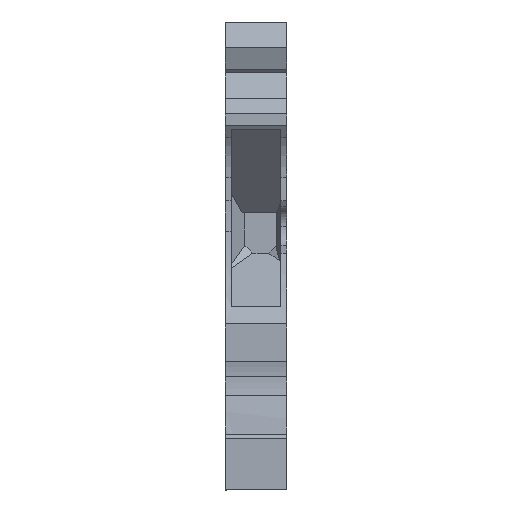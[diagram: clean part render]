
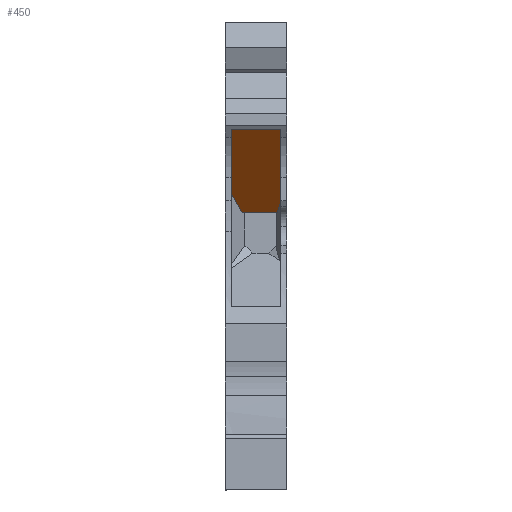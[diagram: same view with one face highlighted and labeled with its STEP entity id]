
A CAD part, front view. The second image highlights one B-rep face of the part: STEP entity #450.
In plain terms, the highlighted planar face has unit normal (0, -0.715, -0.699).
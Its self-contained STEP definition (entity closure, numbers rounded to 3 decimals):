
#450=ADVANCED_FACE('',(#914),#915,.F.);
#914=FACE_OUTER_BOUND('',#1388,.T.);
#915=PLANE('',#1389);
#1388=EDGE_LOOP('',(#2794,#2795,#2796,#2797,#2798,#2799,#2800));
#1389=AXIS2_PLACEMENT_3D('',#2801,#2802,#2803);
#2794=ORIENTED_EDGE('',*,*,#3539,.T.);
#2795=ORIENTED_EDGE('',*,*,#3504,.F.);
#2796=ORIENTED_EDGE('',*,*,#3513,.F.);
#2797=ORIENTED_EDGE('',*,*,#3516,.F.);
#2798=ORIENTED_EDGE('',*,*,#3537,.F.);
#2799=ORIENTED_EDGE('',*,*,#3540,.T.);
#2800=ORIENTED_EDGE('',*,*,#3541,.F.);
#2801=CARTESIAN_POINT('',(6.765,10.275,28.095));
#2802=DIRECTION('',(0.,0.715,0.699));
#2803=DIRECTION('',(-1.0,0.,0.));
#3504=EDGE_CURVE('',#4385,#4387,#4388,.T.);
#3513=EDGE_CURVE('',#4397,#4385,#4399,.T.);
#3516=EDGE_CURVE('',#4401,#4397,#4404,.T.);
#3537=EDGE_CURVE('',#4433,#4401,#4435,.T.);
#3539=EDGE_CURVE('',#4437,#4387,#4438,.T.);
#3540=EDGE_CURVE('',#4433,#4439,#4440,.T.);
#3541=EDGE_CURVE('',#4437,#4439,#4441,.T.);
#4385=VERTEX_POINT('',#5613);
#4387=VERTEX_POINT('',#5616);
#4388=LINE('',#5617,#5618);
#4397=VERTEX_POINT('',#5631);
#4399=LINE('',#5634,#5635);
#4401=VERTEX_POINT('',#5637);
#4404=LINE('',#5641,#5642);
#4433=VERTEX_POINT('',#5684);
#4435=LINE('',#5687,#5688);
#4437=VERTEX_POINT('',#5690);
#4438=LINE('',#5691,#5692);
#4439=VERTEX_POINT('',#5693);
#4440=LINE('',#5694,#5695);
#4441=LINE('',#5696,#5697);
#5613=CARTESIAN_POINT('',(5.55,2.428,36.125));
#5616=CARTESIAN_POINT('',(5.55,9.596,28.789));
#5617=CARTESIAN_POINT('',(5.55,22.971,15.103));
#5618=VECTOR('',#6330,1.0);
#5631=CARTESIAN_POINT('',(0.6,2.428,36.125));
#5634=CARTESIAN_POINT('',(5.8,2.428,36.125));
#5635=VECTOR('',#6336,1.0);
#5637=CARTESIAN_POINT('',(0.6,8.737,29.669));
#5641=CARTESIAN_POINT('',(0.6,22.971,15.103));
#5642=VECTOR('',#6338,1.0);
#5684=CARTESIAN_POINT('',(1.678,10.605,27.757));
#5687=CARTESIAN_POINT('',(8.818,22.971,15.103));
#5688=VECTOR('',#6356,1.0);
#5690=CARTESIAN_POINT('',(5.15,10.675,27.685));
#5691=CARTESIAN_POINT('',(0.591,22.971,15.103));
#5692=VECTOR('',#6357,1.0);
#5693=CARTESIAN_POINT('',(5.15,10.605,27.757));
#5694=CARTESIAN_POINT('',(3.075,10.605,27.757));
#5695=VECTOR('',#6358,1.0);
#5696=CARTESIAN_POINT('',(5.15,22.971,15.103));
#5697=VECTOR('',#6359,1.0);
#6330=DIRECTION('',(0.,0.699,-0.715));
#6336=DIRECTION('',(1.0,0.,0.));
#6338=DIRECTION('',(0.,-0.699,0.715));
#6356=DIRECTION('',(-0.374,-0.648,0.663));
#6357=DIRECTION('',(0.251,-0.677,0.692));
#6358=DIRECTION('',(1.0,0.,0.));
#6359=DIRECTION('',(0.,-0.699,0.715));
